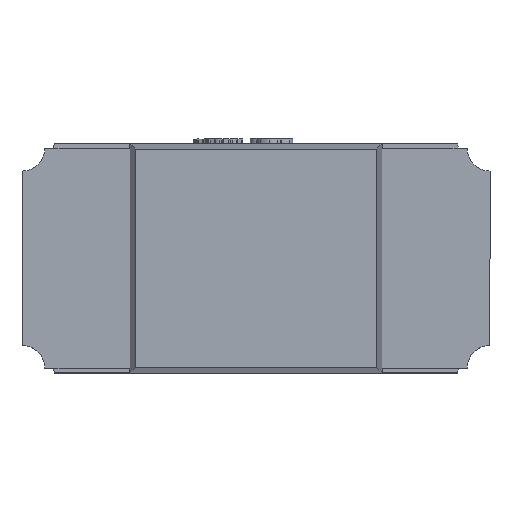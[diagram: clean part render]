
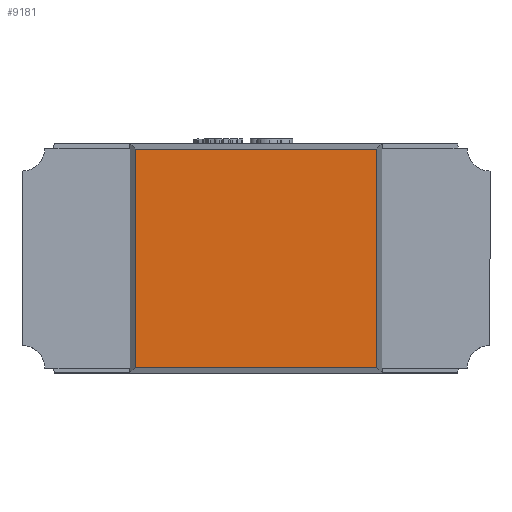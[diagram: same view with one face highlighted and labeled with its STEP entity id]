
A CAD part, top view. The second image highlights one B-rep face of the part: STEP entity #9181.
In plain terms, the highlighted planar face has unit normal (0, 0, 1).
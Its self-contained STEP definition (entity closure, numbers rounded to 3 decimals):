
#469 = ORIENTED_EDGE ( 'NONE', *, *, #15450, .T. ) ;
#855 = EDGE_LOOP ( 'NONE', ( #12805, #469, #9598, #15593 ) ) ;
#1290 = CARTESIAN_POINT ( 'NONE',  ( -0.263, -0.238, 0.2 ) ) ;
#1398 = VERTEX_POINT ( 'NONE', #12665 ) ;
#1673 = VECTOR ( 'NONE', #7014, 1000. ) ;
#1733 = AXIS2_PLACEMENT_3D ( 'NONE', #10023, #14903, #4849 ) ;
#2293 = VECTOR ( 'NONE', #5576, 1000. ) ;
#4387 = DIRECTION ( 'NONE',  ( 1., 0., 0. ) ) ;
#4470 = LINE ( 'NONE', #14376, #8996 ) ;
#4849 = DIRECTION ( 'NONE',  ( 1., 0., 0. ) ) ;
#5338 = VERTEX_POINT ( 'NONE', #1290 ) ;
#5504 = VERTEX_POINT ( 'NONE', #14358 ) ;
#5576 = DIRECTION ( 'NONE',  ( -1., 0., 0. ) ) ;
#5827 = EDGE_CURVE ( 'NONE', #5338, #1398, #4470, .T. ) ;
#5843 = LINE ( 'NONE', #10429, #1673 ) ;
#6040 = PLANE ( 'NONE',  #1733 ) ;
#6728 = VECTOR ( 'NONE', #8130, 1000. ) ;
#7014 = DIRECTION ( 'NONE',  ( 0., 1., 0. ) ) ;
#7041 = CARTESIAN_POINT ( 'NONE',  ( -0.263, 0.25, 0.2 ) ) ;
#7965 = EDGE_CURVE ( 'NONE', #1398, #8210, #5843, .T. ) ;
#7985 = LINE ( 'NONE', #15266, #2293 ) ;
#8130 = DIRECTION ( 'NONE',  ( 0., -1., 0. ) ) ;
#8210 = VERTEX_POINT ( 'NONE', #15073 ) ;
#8996 = VECTOR ( 'NONE', #4387, 1000. ) ;
#9181 = ADVANCED_FACE ( 'NONE', ( #9652 ), #6040, .T. ) ;
#9411 = LINE ( 'NONE', #7041, #6728 ) ;
#9598 = ORIENTED_EDGE ( 'NONE', *, *, #12355, .T. ) ;
#9652 = FACE_OUTER_BOUND ( 'NONE', #855, .T. ) ;
#10023 = CARTESIAN_POINT ( 'NONE',  ( 0., 0., 0.2 ) ) ;
#10429 = CARTESIAN_POINT ( 'NONE',  ( 0.263, 0.25, 0.2 ) ) ;
#12355 = EDGE_CURVE ( 'NONE', #5504, #5338, #9411, .T. ) ;
#12665 = CARTESIAN_POINT ( 'NONE',  ( 0.263, -0.238, 0.2 ) ) ;
#12805 = ORIENTED_EDGE ( 'NONE', *, *, #7965, .T. ) ;
#14358 = CARTESIAN_POINT ( 'NONE',  ( -0.263, 0.238, 0.2 ) ) ;
#14376 = CARTESIAN_POINT ( 'NONE',  ( -0.275, -0.238, 0.2 ) ) ;
#14903 = DIRECTION ( 'NONE',  ( 0., 0., 1. ) ) ;
#15073 = CARTESIAN_POINT ( 'NONE',  ( 0.263, 0.238, 0.2 ) ) ;
#15266 = CARTESIAN_POINT ( 'NONE',  ( -0.275, 0.238, 0.2 ) ) ;
#15450 = EDGE_CURVE ( 'NONE', #8210, #5504, #7985, .T. ) ;
#15593 = ORIENTED_EDGE ( 'NONE', *, *, #5827, .T. ) ;
